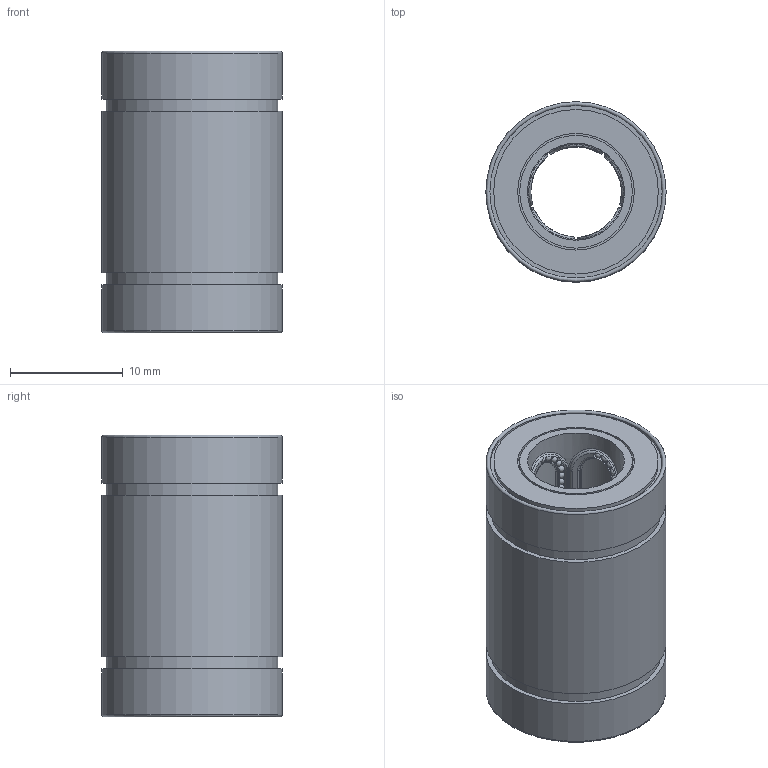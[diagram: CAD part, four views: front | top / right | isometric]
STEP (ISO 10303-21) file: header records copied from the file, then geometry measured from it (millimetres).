
FILE_DESCRIPTION(/* description */ (''),/* implementation_level */ '2;1');
FILE_NAME(/* name */ 'LM8UU.step',/* time_stamp */ '2018-07-18T15:52:05+02:00',/* author */ ('boelle'),/* organization */ (''),/* preprocessor_version */ 'ST-DEVELOPER v17',/* originating_system */ 'Autodesk Translation Framework v7.1.0.215',/* authorisation */ '');
FILE_SCHEMA (('AUTOMOTIVE_DESIGN { 1 0 10303 214 3 1 1 }'));
Length unit declared in the file: millimetre
Products named in the file (2): LM8UU; 61205K75
Assembly tree (1 placements, depth 2):
  LM8UU
    61205K75
Bounding box: 16 x 16 x 25 mm (x, y, z)
Volume: 3555.7 mm3; surface area: 2576.9 mm2
Topology: 1 solids, 1 shells, 429 faces, 1031 edges, 751 vertices
Faces by surface type: sphere 175, cylinder 160, bspline 60, plane 32, torus 2
Full cylindrical faces by diameter (mm): 8.615 x2, 10.007 x2, 10.355 x2, 14.609 x2, 15.2 x2, 15.304 x2, 16 x3
Entity records: 29252 total; most frequent: CARTESIAN_POINT 19323, ORIENTED_EDGE 1986, DIRECTION 1670, EDGE_CURVE 993, EDGE_LOOP 886, AXIS2_PLACEMENT_3D 760, VERTEX_POINT 751, FACE_BOUND 457
